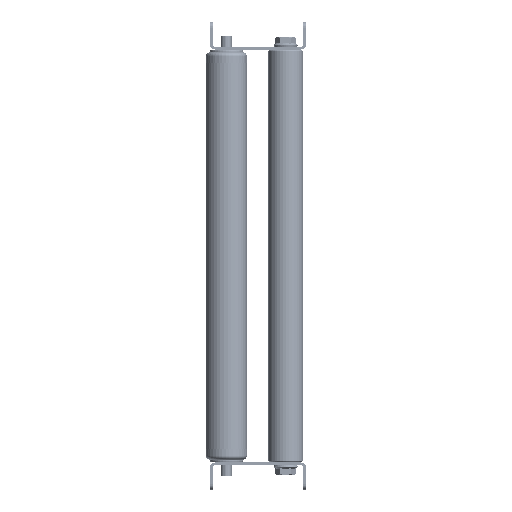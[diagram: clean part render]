
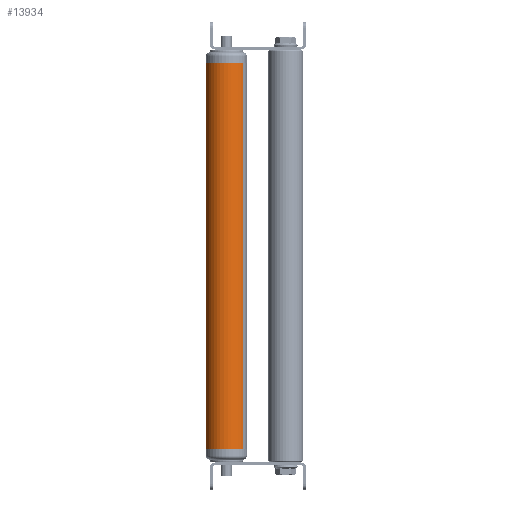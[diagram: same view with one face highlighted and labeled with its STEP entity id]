
A CAD part, left-side view. The second image highlights one B-rep face of the part: STEP entity #13934.
In plain terms, the highlighted cylindrical face has radius 15 mm (diameter 30 mm), a partial arc.
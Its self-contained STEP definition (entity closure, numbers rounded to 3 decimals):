
#1080 = CARTESIAN_POINT ( 'NONE',  ( 280., 0., 15. ) ) ;
#1809 = ORIENTED_EDGE ( 'NONE', *, *, #45395, .T. ) ;
#5321 = CIRCLE ( 'NONE', #28758, 15. ) ;
#5899 = VERTEX_POINT ( 'NONE', #31714 ) ;
#8495 = CYLINDRICAL_SURFACE ( 'NONE', #44142, 15. ) ;
#9488 = EDGE_CURVE ( 'NONE', #42437, #25389, #28931, .T. ) ;
#11985 = DIRECTION ( 'NONE',  ( 0., 0., -1. ) ) ;
#12360 = CARTESIAN_POINT ( 'NONE',  ( 280., 0., -15. ) ) ;
#13934 = ADVANCED_FACE ( 'NONE', ( #31260 ), #8495, .T. ) ;
#15631 = ORIENTED_EDGE ( 'NONE', *, *, #32832, .T. ) ;
#17726 = CARTESIAN_POINT ( 'NONE',  ( 280., 0., -15. ) ) ;
#18841 = VECTOR ( 'NONE', #27284, 1000. ) ;
#19611 = DIRECTION ( 'NONE',  ( 0., 0., -1. ) ) ;
#19800 = CARTESIAN_POINT ( 'NONE',  ( 280., 0., 0. ) ) ;
#22875 = LINE ( 'NONE', #12360, #18841 ) ;
#23406 = CARTESIAN_POINT ( 'NONE',  ( 280., 0., 0. ) ) ;
#23711 = DIRECTION ( 'NONE',  ( 1., 0., 0. ) ) ;
#25389 = VERTEX_POINT ( 'NONE', #28789 ) ;
#27040 = LINE ( 'NONE', #1080, #28479 ) ;
#27265 = EDGE_CURVE ( 'NONE', #25389, #41720, #27040, .T. ) ;
#27284 = DIRECTION ( 'NONE',  ( -1., 0., 0. ) ) ;
#27434 = DIRECTION ( 'NONE',  ( 1., 0., 0. ) ) ;
#27534 = ORIENTED_EDGE ( 'NONE', *, *, #9488, .F. ) ;
#28479 = VECTOR ( 'NONE', #45649, 1000. ) ;
#28758 = AXIS2_PLACEMENT_3D ( 'NONE', #45556, #27434, #19611 ) ;
#28789 = CARTESIAN_POINT ( 'NONE',  ( 280., 0., 15. ) ) ;
#28931 = CIRCLE ( 'NONE', #35156, 15. ) ;
#31260 = FACE_OUTER_BOUND ( 'NONE', #47246, .T. ) ;
#31714 = CARTESIAN_POINT ( 'NONE',  ( 0., 0., -15. ) ) ;
#32832 = EDGE_CURVE ( 'NONE', #42437, #5899, #22875, .T. ) ;
#35156 = AXIS2_PLACEMENT_3D ( 'NONE', #19800, #23711, #11985 ) ;
#36370 = ORIENTED_EDGE ( 'NONE', *, *, #27265, .F. ) ;
#41720 = VERTEX_POINT ( 'NONE', #48210 ) ;
#42437 = VERTEX_POINT ( 'NONE', #17726 ) ;
#44142 = AXIS2_PLACEMENT_3D ( 'NONE', #23406, #46651, #46166 ) ;
#45395 = EDGE_CURVE ( 'NONE', #5899, #41720, #5321, .T. ) ;
#45556 = CARTESIAN_POINT ( 'NONE',  ( 0., 0., 0. ) ) ;
#45649 = DIRECTION ( 'NONE',  ( -1., 0., 0. ) ) ;
#46166 = DIRECTION ( 'NONE',  ( 0., 0., 1. ) ) ;
#46651 = DIRECTION ( 'NONE',  ( -1., 0., 0. ) ) ;
#47246 = EDGE_LOOP ( 'NONE', ( #27534, #15631, #1809, #36370 ) ) ;
#48210 = CARTESIAN_POINT ( 'NONE',  ( 0., 0., 15. ) ) ;
